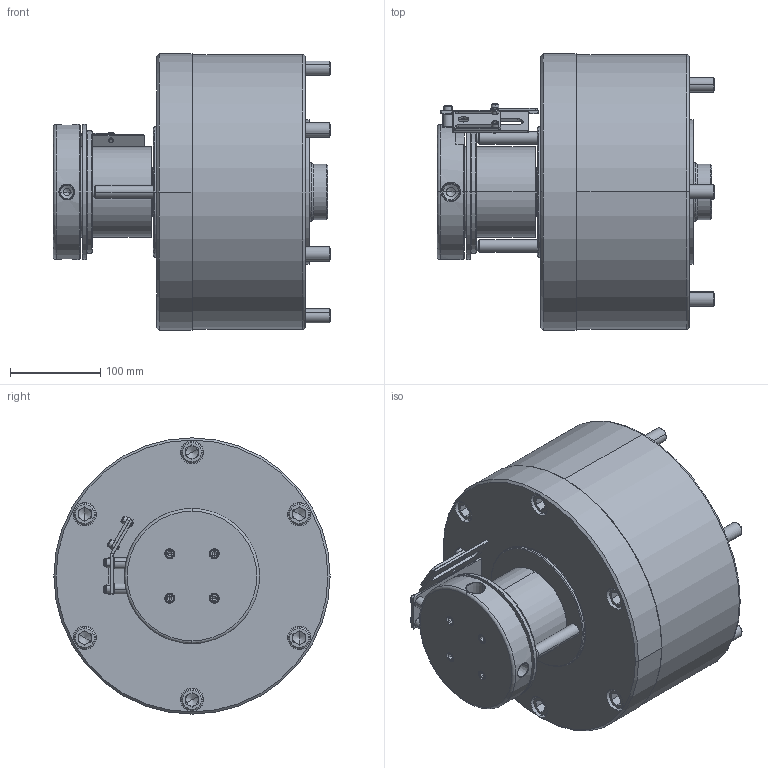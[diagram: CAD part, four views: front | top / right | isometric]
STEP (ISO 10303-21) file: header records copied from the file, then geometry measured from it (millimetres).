
FILE_DESCRIPTION (( 'STEP AP203' ), '1' );
FILE_NAME ('CF-RE-250.STEP', '2019-02-27T08:42:51', ( 'temp' ), ( '' ), 'SwSTEP 2.0', 'SolidWorks 2016', '' );
FILE_SCHEMA (( 'CONFIG_CONTROL_DESIGN' ));
Length unit declared in the file: millimetre
Products named in the file (15): CF-RE-200K檢出定位板; CF-RE-200K-07000; CF-RE-200K-01000; CF-RE-200K-06000; CF-RE-200K-02000; 圓頭內六角螺栓_M16x175; CF-RE-250-01000; M5x8; CF-RE-250-02000; M6x45; CF-RE-250-03000; M6x30; CF-RE-250; CF-RE-200KL檢出開關座; CF-RE-200K檢出開關座支柱
Assembly tree (29 placements, depth 2):
  CF-RE-250
    CF-RE-200K-01000
    CF-RE-200K-02000
    CF-RE-250-01000
    CF-RE-250-02000
    CF-RE-250-03000
    CF-RE-200KL檢出開關座
    CF-RE-200K檢出開關座支柱  x2
    CF-RE-200K檢出定位板  x2
    CF-RE-200K-07000
    CF-RE-200K-06000  x2
    圓頭內六角螺栓_M16x175  x6
    M5x8  x4
    M6x45  x4
    M6x30  x2
Bounding box: 308 x 307 x 307 mm (x, y, z)
Volume: 10666483.7 mm3; surface area: 1005832.5 mm2
Topology: 29 solids, 29 shells, 896 faces, 2026 edges, 1218 vertices
Faces by surface type: plane 363, cylinder 296, cone 219, torus 12, bspline 6
Entity records: 18440 total; most frequent: CARTESIAN_POINT 3739, DIRECTION 2913, ORIENTED_EDGE 2408, EDGE_CURVE 1204, AXIS2_PLACEMENT_3D 1173, VERTEX_POINT 755, EDGE_LOOP 679, CIRCLE 600
